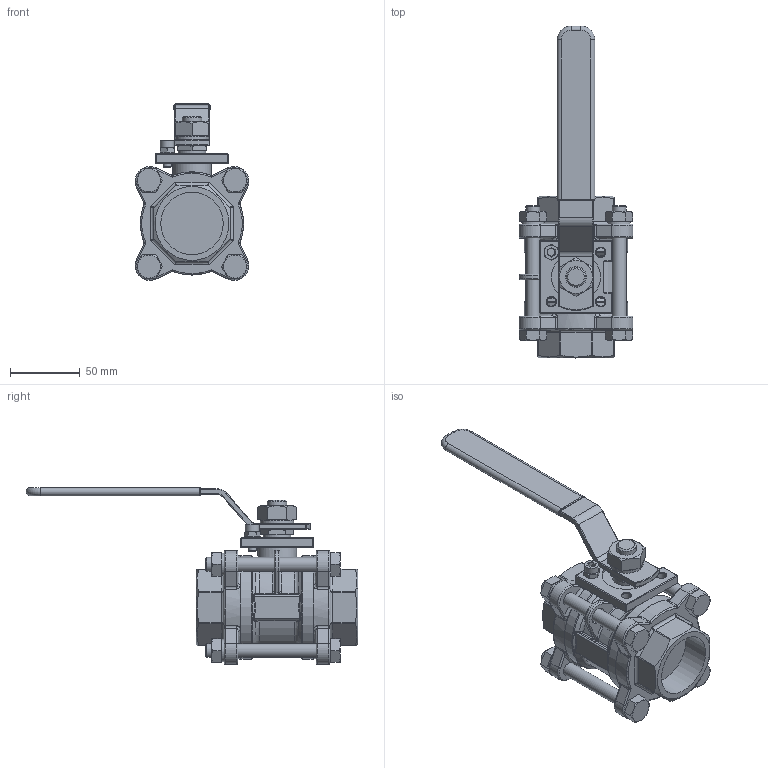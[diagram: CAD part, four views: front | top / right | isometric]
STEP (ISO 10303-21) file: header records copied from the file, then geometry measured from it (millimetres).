
FILE_DESCRIPTION((''),'2;1');
FILE_NAME('bv100-040-screw-00.stp','2011-08-24T16:04:53',('sugie07'),(''),'Autodesk Inventor 2012','Autodesk Inventor 2012','');
FILE_SCHEMA(('AUTOMOTIVE_DESIGN { 1 0 10303 214 1 1 1 1 }'));
Length unit declared in the file: millimetre
Products named in the file (1): bv100-040-screw-00
Bounding box: 81.76 x 238 x 126.88 mm (x, y, z)
Volume: 460613.4 mm3; surface area: 86080 mm2
Topology: 3 solids, 3 shells, 657 faces, 1510 edges, 846 vertices
Faces by surface type: cylinder 221, plane 198, bspline 116, torus 67, cone 31, sphere 24
Full cylindrical faces by diameter (mm): 6 x1, 6.561 x4, 10 x13, 12 x1, 14 x1, 14.95 x2, 16 x4, 20 x1, 24 x1, 28 x1, 35 x1, 44.845 x2, 64 x2, 74 x2
Entity records: 20557 total; most frequent: CARTESIAN_POINT 7021, ORIENTED_EDGE 2766, DIRECTION 2732, EDGE_CURVE 1383, AXIS2_PLACEMENT_3D 1115, VERTEX_POINT 827, EDGE_LOOP 772, FACE_OUTER_BOUND 657
